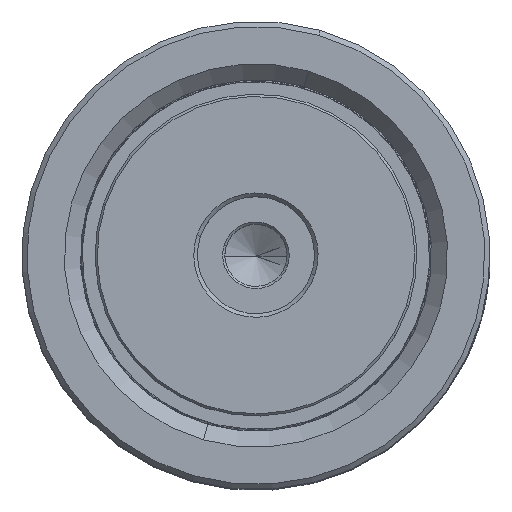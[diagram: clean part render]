
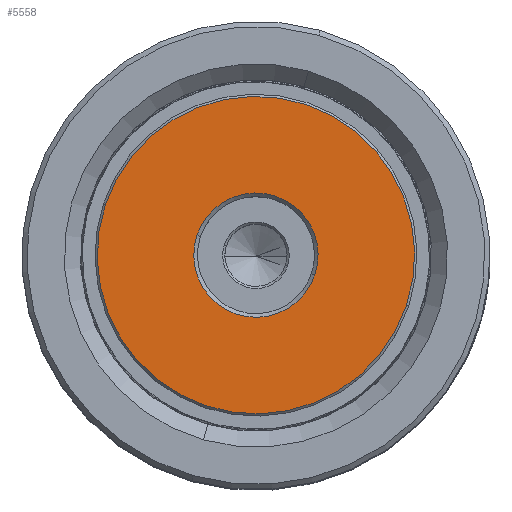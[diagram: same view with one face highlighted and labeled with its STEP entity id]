
A CAD part, top view. The second image highlights one B-rep face of the part: STEP entity #5558.
In plain terms, the highlighted face is planar.
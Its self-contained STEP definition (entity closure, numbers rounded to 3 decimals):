
#901 = AXIS2_PLACEMENT_3D ( 'NONE', #39901, #31795, #8140 ) ;
#1007 = FACE_OUTER_BOUND ( 'NONE', #27028, .T. ) ;
#2063 = DIRECTION ( 'NONE',  ( 0., 0., 1. ) ) ;
#3879 = AXIS2_PLACEMENT_3D ( 'NONE', #12722, #36065, #16723 ) ;
#5325 = DIRECTION ( 'NONE',  ( 1., 0., 0. ) ) ;
#5558 = ADVANCED_FACE ( 'NONE', ( #1007, #7173 ), #44864, .F. ) ;
#7173 = FACE_BOUND ( 'NONE', #40012, .T. ) ;
#7330 = EDGE_CURVE ( 'NONE', #23084, #9994, #13884, .T. ) ;
#8077 = EDGE_CURVE ( 'NONE', #31738, #34003, #26296, .T. ) ;
#8140 = DIRECTION ( 'NONE',  ( 1., 0., 0. ) ) ;
#9994 = VERTEX_POINT ( 'NONE', #38298 ) ;
#11251 = CARTESIAN_POINT ( 'NONE',  ( 21.7, 0., 0. ) ) ;
#12722 = CARTESIAN_POINT ( 'NONE',  ( 0., 0., 0. ) ) ;
#13608 = ORIENTED_EDGE ( 'NONE', *, *, #17850, .T. ) ;
#13884 = CIRCLE ( 'NONE', #45754, 8.5 ) ;
#16198 = ORIENTED_EDGE ( 'NONE', *, *, #36077, .T. ) ;
#16487 = DIRECTION ( 'NONE',  ( 0., 0., 1. ) ) ;
#16723 = DIRECTION ( 'NONE',  ( 1., 0., 0. ) ) ;
#17850 = EDGE_CURVE ( 'NONE', #34003, #31738, #43686, .T. ) ;
#17915 = ORIENTED_EDGE ( 'NONE', *, *, #7330, .T. ) ;
#18743 = CARTESIAN_POINT ( 'NONE',  ( 8.5, 0., 0. ) ) ;
#22901 = CARTESIAN_POINT ( 'NONE',  ( 0., 0., 0. ) ) ;
#23084 = VERTEX_POINT ( 'NONE', #18743 ) ;
#23567 = AXIS2_PLACEMENT_3D ( 'NONE', #22901, #38600, #47077 ) ;
#26296 = CIRCLE ( 'NONE', #23567, 21.7 ) ;
#27028 = EDGE_LOOP ( 'NONE', ( #32135, #13608 ) ) ;
#31738 = VERTEX_POINT ( 'NONE', #11251 ) ;
#31795 = DIRECTION ( 'NONE',  ( 0., 0., -1. ) ) ;
#31815 = AXIS2_PLACEMENT_3D ( 'NONE', #41239, #2063, #5325 ) ;
#32135 = ORIENTED_EDGE ( 'NONE', *, *, #8077, .T. ) ;
#32192 = DIRECTION ( 'NONE',  ( 1., 0., 0. ) ) ;
#33903 = CIRCLE ( 'NONE', #3879, 8.5 ) ;
#34003 = VERTEX_POINT ( 'NONE', #40642 ) ;
#36065 = DIRECTION ( 'NONE',  ( 0., 0., 1. ) ) ;
#36077 = EDGE_CURVE ( 'NONE', #9994, #23084, #33903, .T. ) ;
#38298 = CARTESIAN_POINT ( 'NONE',  ( -8.5, 0., 0. ) ) ;
#38600 = DIRECTION ( 'NONE',  ( 0., 0., -1. ) ) ;
#39901 = CARTESIAN_POINT ( 'NONE',  ( 0., 0., 0. ) ) ;
#40012 = EDGE_LOOP ( 'NONE', ( #16198, #17915 ) ) ;
#40642 = CARTESIAN_POINT ( 'NONE',  ( -21.7, 0., 0. ) ) ;
#41239 = CARTESIAN_POINT ( 'NONE',  ( 0., 0., 0. ) ) ;
#43686 = CIRCLE ( 'NONE', #901, 21.7 ) ;
#44108 = CARTESIAN_POINT ( 'NONE',  ( 0., 0., 0. ) ) ;
#44864 = PLANE ( 'NONE',  #31815 ) ;
#45754 = AXIS2_PLACEMENT_3D ( 'NONE', #44108, #16487, #32192 ) ;
#47077 = DIRECTION ( 'NONE',  ( 1., 0., 0. ) ) ;
